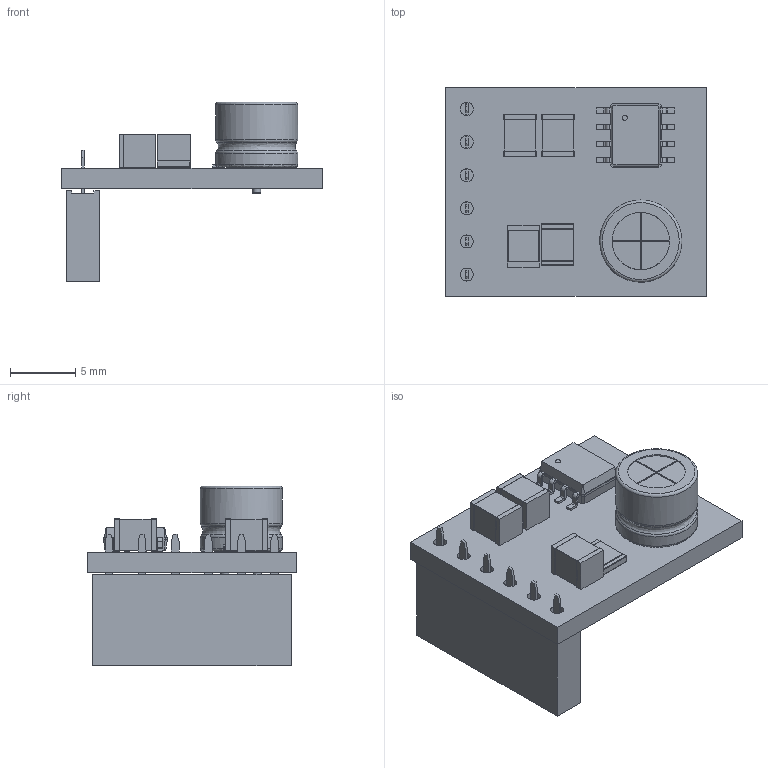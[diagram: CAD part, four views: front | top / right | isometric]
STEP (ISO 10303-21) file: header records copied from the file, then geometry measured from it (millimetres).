
FILE_DESCRIPTION(('KiCad electronic assembly'),'2;1');
FILE_NAME('XH-M125-amp-board.step','2024-04-02T16:53:22',('Pcbnew'),( 'Kicad'),'Open CASCADE STEP processor 7.7','KiCad to STEP converter' ,'Unknown');
FILE_SCHEMA(('AUTOMOTIVE_DESIGN { 1 0 10303 214 1 1 1 1 }'));
Length unit declared in the file: millimetre
Products named in the file (12): XH-M125-amp-board 1; C_Radial_D6.3mm_H5.0mm_P2.50mm; SOLID; C_1210_3225Metric; R_1210_3225Metric; PinSocket_1x06_P2.54mm_Vertical; SO-8_3.9x4.9mm_P1.27mm; COMPOUND; XH-M125-amp-board PCB
Assembly tree (13 placements, depth 3):
  XH-M125-amp-board 1
    C_Radial_D6.3mm_H5.0mm_P2.50mm
      SOLID
    C_1210_3225Metric  x3
      SOLID
    R_1210_3225Metric
      SOLID
    PinSocket_1x06_P2.54mm_Vertical
      SOLID
    SO-8_3.9x4.9mm_P1.27mm
      COMPOUND
    XH-M125-amp-board PCB
Bounding box: 20 x 16 x 13.78 mm (x, y, z)
Volume: 998.9 mm3; surface area: 1682.1 mm2
Topology: 17 solids, 18 shells, 551 faces, 1386 edges, 900 vertices
Faces by surface type: plane 437, cylinder 93, bspline 18, revolution 2, torus 1
Full cylindrical faces by diameter (mm): 0.4 x2, 0.6 x2, 0.8 x2, 1 x6, 4.41 x3, 6.3 x2
Entity records: 33394 total; most frequent: CARTESIAN_POINT 5925, DIRECTION 4716, LINE 3359, VECTOR 3359, ORIENTED_EDGE 2484, PCURVE 2484, DEFINITIONAL_REPRESENTATION 2484, EDGE_CURVE 1242
